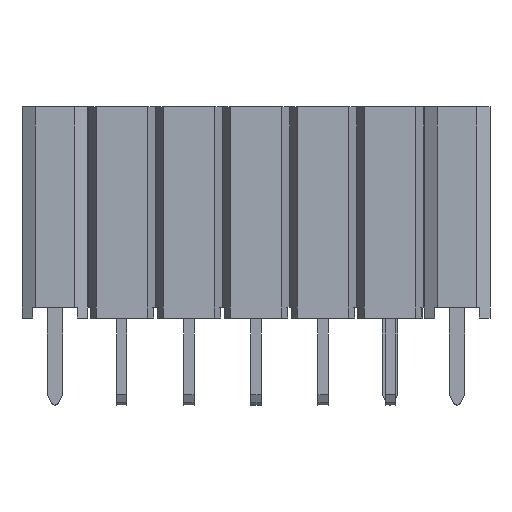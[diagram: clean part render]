
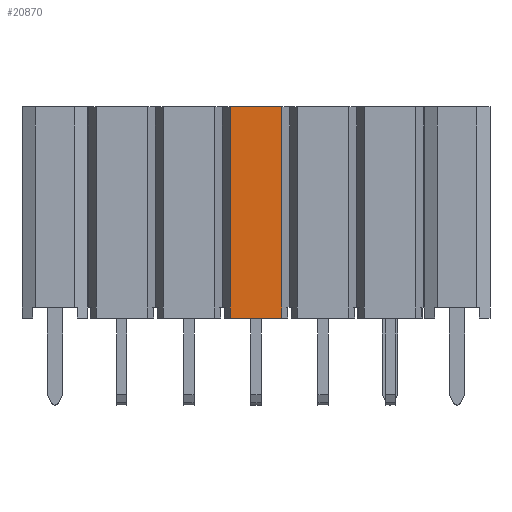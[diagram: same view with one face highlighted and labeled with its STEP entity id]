
A CAD part, front view. The second image highlights one B-rep face of the part: STEP entity #20870.
In plain terms, the highlighted face is planar.
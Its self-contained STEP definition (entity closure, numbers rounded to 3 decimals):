
#2537=FACE_OUTER_BOUND('',#3807,.T.);
#3807=EDGE_LOOP('',(#17569,#17570,#17571,#17572));
#5374=LINE('',#33453,#7495);
#5573=LINE('',#33957,#7694);
#5709=LINE('',#34406,#7830);
#5723=LINE('',#34433,#7844);
#7495=VECTOR('',#27202,1.963);
#7694=VECTOR('',#27565,1.963);
#7830=VECTOR('',#28143,8.);
#7844=VECTOR('',#28177,8.);
#9471=VERTEX_POINT('',#33450);
#9472=VERTEX_POINT('',#33452);
#9694=VERTEX_POINT('',#33954);
#9695=VERTEX_POINT('',#33956);
#11985=EDGE_CURVE('',#9471,#9472,#5374,.T.);
#12229=EDGE_CURVE('',#9695,#9694,#5573,.T.);
#12461=EDGE_CURVE('',#9471,#9695,#5709,.T.);
#12475=EDGE_CURVE('',#9694,#9472,#5723,.T.);
#17569=ORIENTED_EDGE('',*,*,#12461,.T.);
#17570=ORIENTED_EDGE('',*,*,#12229,.T.);
#17571=ORIENTED_EDGE('',*,*,#12475,.T.);
#17572=ORIENTED_EDGE('',*,*,#11985,.F.);
#19815=PLANE('',#23007);
#20870=ADVANCED_FACE('',(#2537),#19815,.F.);
#23007=AXIS2_PLACEMENT_3D('',#34452,#28205,#28206);
#27202=DIRECTION('',(-1.,0.,0.));
#27565=DIRECTION('',(-1.,0.,0.));
#28143=DIRECTION('',(0.,-1.,0.));
#28177=DIRECTION('',(0.,1.,0.));
#28205=DIRECTION('center_axis',(0.,0.,1.));
#28206=DIRECTION('ref_axis',(1.,0.,0.));
#33450=CARTESIAN_POINT('',(16.807,8.,0.));
#33452=CARTESIAN_POINT('',(14.844,8.,0.));
#33453=CARTESIAN_POINT('',(16.807,8.,0.));
#33954=CARTESIAN_POINT('',(14.844,0.,0.));
#33956=CARTESIAN_POINT('',(16.807,0.,0.));
#33957=CARTESIAN_POINT('',(16.807,0.,0.));
#34406=CARTESIAN_POINT('',(16.807,8.,0.));
#34433=CARTESIAN_POINT('',(14.844,0.,0.));
#34452=CARTESIAN_POINT('Origin',(13.286,4.2,0.));
